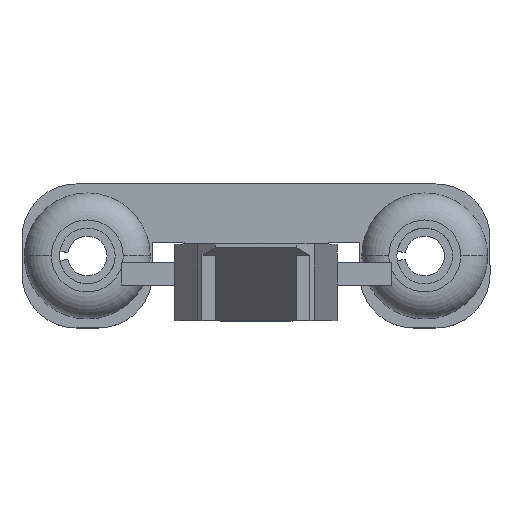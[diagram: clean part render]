
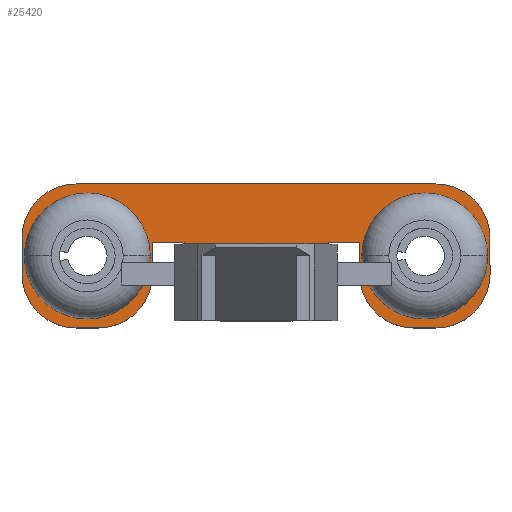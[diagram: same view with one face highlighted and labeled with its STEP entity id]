
A CAD part, top view. The second image highlights one B-rep face of the part: STEP entity #25420.
In plain terms, the highlighted face is planar.
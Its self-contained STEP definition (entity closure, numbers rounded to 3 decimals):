
#16060=CARTESIAN_POINT('',(4.845,5.154,
9.329));
#16070=VERTEX_POINT('',#16060);
#16100=CARTESIAN_POINT('',(4.797,13.153,
9.198));
#16110=DIRECTION('',(0.006,-1.,
0.016));
#16120=VECTOR('',#16110,1.);
#16130=LINE('',#16100,#16120);
#16140=CARTESIAN_POINT('',(4.749,21.152,
9.066));
#16150=VERTEX_POINT('',#16140);
#16160=EDGE_CURVE('',#16150,#16070,#16130,.T.);
#22400=CARTESIAN_POINT('',(7.096,21.152,
8.204));
#22410=DIRECTION('',(-0.939,0.,
0.345));
#22420=VECTOR('',#22410,1.);
#22430=LINE('',#22400,#22420);
#22440=CARTESIAN_POINT('',(2.637,21.152,
9.842));
#22450=VERTEX_POINT('',#22440);
#22460=EDGE_CURVE('',#16150,#22450,#22430,.T.);
#23320=CARTESIAN_POINT('',(3.955,36.149,
9.079));
#23330=VERTEX_POINT('',#23320);
#23510=CARTESIAN_POINT('',(4.006,27.651,
9.219));
#23520=VERTEX_POINT('',#23510);
#23550=CARTESIAN_POINT('',(3.98,31.9,
9.149));
#23560=DIRECTION('',(0.345,0.017,
0.939));
#23570=DIRECTION('',(-0.006,1.,
-0.016));
#23580=AXIS2_PLACEMENT_3D('',#23550,#23560,#23570);
#23590=CIRCLE('',#23580,4.25);
#23600=CARTESIAN_POINT('',(3.725,36.142,
9.164));
#23610=VERTEX_POINT('',#23600);
#23620=EDGE_CURVE('',#23610,#23520,#23590,.T.);
#23640=EDGE_CURVE('',#23330,#23610,#23590,.T.);
#23760=CARTESIAN_POINT('',(11.912,-13.363,
7.077));
#23770=DIRECTION('',(0.345,0.017,
0.939));
#23780=DIRECTION('',(-0.006,1.,
-0.016));
#23790=AXIS2_PLACEMENT_3D('',#23760,#23770,#23780);
#23800=PLANE('',#23790);
#23810=ORIENTED_EDGE('',*,*,#22460,.T.);
#23820=ORIENTED_EDGE('',*,*,#16160,.F.);
#23830=CARTESIAN_POINT('',(7.192,5.154,
8.467));
#23840=DIRECTION('',(-0.939,0.,
0.345));
#23850=VECTOR('',#23840,1.);
#23860=LINE('',#23830,#23850);
#23870=CARTESIAN_POINT('',(2.733,5.154,
10.104));
#23880=VERTEX_POINT('',#23870);
#23890=EDGE_CURVE('',#16070,#23880,#23860,.T.);
#23900=ORIENTED_EDGE('',*,*,#23890,.F.);
#23910=CARTESIAN_POINT('',(2.685,13.153,
9.973));
#23920=DIRECTION('',(-0.006,1.,
-0.016));
#23930=VECTOR('',#23920,1.);
#23940=LINE('',#23910,#23930);
#23950=CARTESIAN_POINT('',(2.754,1.655,
10.162));
#23960=VERTEX_POINT('',#23950);
#23970=EDGE_CURVE('',#23960,#23880,#23940,.T.);
#23980=ORIENTED_EDGE('',*,*,#23970,.T.);
#23990=CARTESIAN_POINT('',(7.213,1.655,
8.524));
#24000=DIRECTION('',(-0.939,0.,
0.345));
#24010=VECTOR('',#24000,1.);
#24020=LINE('',#23990,#24010);
#24030=CARTESIAN_POINT('',(6.04,1.655,
8.955));
#24040=VERTEX_POINT('',#24030);
#24050=EDGE_CURVE('',#24040,#23960,#24020,.T.);
#24060=ORIENTED_EDGE('',*,*,#24050,.T.);
#24070=CARTESIAN_POINT('',(6.076,-4.345,
9.053));
#24080=DIRECTION('',(0.345,0.017,
0.939));
#24090=DIRECTION('',(0.006,-1.,
0.016));
#24100=AXIS2_PLACEMENT_3D('',#24070,#24080,#24090);
#24110=CIRCLE('',#24100,6.);
#24120=CARTESIAN_POINT('',(11.708,-4.345,
6.984));
#24130=VERTEX_POINT('',#24120);
#24140=EDGE_CURVE('',#24130,#24040,#24110,.T.);
#24150=ORIENTED_EDGE('',*,*,#24140,.T.);
#24160=CARTESIAN_POINT('',(11.602,13.153,
6.698));
#24170=DIRECTION('',(-0.006,1.,
-0.016));
#24180=VECTOR('',#24170,1.);
#24190=LINE('',#24160,#24180);
#24200=CARTESIAN_POINT('',(11.723,-6.844,
7.025));
#24210=VERTEX_POINT('',#24200);
#24220=EDGE_CURVE('',#24210,#24130,#24190,.T.);
#24230=ORIENTED_EDGE('',*,*,#24220,.T.);
#24240=CARTESIAN_POINT('',(6.091,-6.844,
9.094));
#24250=DIRECTION('',(0.345,0.017,
0.939));
#24260=DIRECTION('',(0.006,-1.,
0.016));
#24270=AXIS2_PLACEMENT_3D('',#24240,#24250,#24260);
#24280=CIRCLE('',#24270,6.);
#24290=CARTESIAN_POINT('',(6.127,-12.843,
9.192));
#24300=VERTEX_POINT('',#24290);
#24310=EDGE_CURVE('',#24300,#24210,#24280,.T.);
#24320=ORIENTED_EDGE('',*,*,#24310,.T.);
#24330=CARTESIAN_POINT('',(7.3,-12.843,
8.761));
#24340=DIRECTION('',(0.939,0.,
-0.345));
#24350=VECTOR('',#24340,1.);
#24360=LINE('',#24330,#24350);
#24370=CARTESIAN_POINT('',(2.372,-12.843,
10.572));
#24380=VERTEX_POINT('',#24370);
#24390=EDGE_CURVE('',#24380,#24300,#24360,.T.);
#24400=ORIENTED_EDGE('',*,*,#24390,.T.);
#24410=CARTESIAN_POINT('',(2.336,-6.844,
10.473));
#24420=DIRECTION('',(0.345,0.017,
0.939));
#24430=DIRECTION('',(0.006,-1.,
0.016));
#24440=AXIS2_PLACEMENT_3D('',#24410,#24420,#24430);
#24450=CIRCLE('',#24440,6.);
#24460=CARTESIAN_POINT('',(-3.296,-6.844,
12.542));
#24470=VERTEX_POINT('',#24460);
#24480=EDGE_CURVE('',#24470,#24380,#24450,.T.);
#24490=ORIENTED_EDGE('',*,*,#24480,.T.);
#24500=CARTESIAN_POINT('',(-3.416,13.153,
12.215));
#24510=DIRECTION('',(0.006,-1.,
0.016));
#24520=VECTOR('',#24510,1.);
#24530=LINE('',#24500,#24520);
#24540=CARTESIAN_POINT('',(-3.537,33.15,
11.887));
#24550=VERTEX_POINT('',#24540);
#24560=EDGE_CURVE('',#24550,#24470,#24530,.T.);
#24570=ORIENTED_EDGE('',*,*,#24560,.T.);
#24580=CARTESIAN_POINT('',(2.095,33.15,
9.818));
#24590=DIRECTION('',(0.345,0.017,
0.939));
#24600=DIRECTION('',(0.006,-1.,
0.016));
#24610=AXIS2_PLACEMENT_3D('',#24580,#24590,#24600);
#24620=CIRCLE('',#24610,6.);
#24630=CARTESIAN_POINT('',(2.059,39.149,
9.72));
#24640=VERTEX_POINT('',#24630);
#24650=EDGE_CURVE('',#24640,#24550,#24620,.T.);
#24660=ORIENTED_EDGE('',*,*,#24650,.T.);
#24670=CARTESIAN_POINT('',(6.987,39.149,
7.91));
#24680=DIRECTION('',(-0.939,0.,
0.345));
#24690=VECTOR('',#24680,1.);
#24700=LINE('',#24670,#24690);
#24710=CARTESIAN_POINT('',(5.814,39.149,
8.341));
#24720=VERTEX_POINT('',#24710);
#24730=EDGE_CURVE('',#24720,#24640,#24700,.T.);
#24740=ORIENTED_EDGE('',*,*,#24730,.T.);
#24750=CARTESIAN_POINT('',(5.85,33.15,
8.439));
#24760=DIRECTION('',(0.345,0.017,
0.939));
#24770=DIRECTION('',(0.006,-1.,
0.016));
#24780=AXIS2_PLACEMENT_3D('',#24750,#24760,#24770);
#24790=CIRCLE('',#24780,6.);
#24800=CARTESIAN_POINT('',(11.482,33.15,
6.37));
#24810=VERTEX_POINT('',#24800);
#24820=EDGE_CURVE('',#24810,#24720,#24790,.T.);
#24830=ORIENTED_EDGE('',*,*,#24820,.T.);
#24840=CARTESIAN_POINT('',(11.602,13.153,
6.698));
#24850=DIRECTION('',(-0.006,1.,
-0.016));
#24860=VECTOR('',#24850,1.);
#24870=LINE('',#24840,#24860);
#24880=CARTESIAN_POINT('',(11.497,30.65,
6.411));
#24890=VERTEX_POINT('',#24880);
#24900=EDGE_CURVE('',#24890,#24810,#24870,.T.);
#24910=ORIENTED_EDGE('',*,*,#24900,.T.);
#24920=CARTESIAN_POINT('',(5.865,30.65,
8.48));
#24930=DIRECTION('',(0.345,0.017,
0.939));
#24940=DIRECTION('',(0.006,-1.,
0.016));
#24950=AXIS2_PLACEMENT_3D('',#24920,#24930,#24940);
#24960=CIRCLE('',#24950,6.);
#24970=CARTESIAN_POINT('',(5.901,24.651,
8.578));
#24980=VERTEX_POINT('',#24970);
#24990=EDGE_CURVE('',#24980,#24890,#24960,.T.);
#25000=ORIENTED_EDGE('',*,*,#24990,.T.);
#25010=CARTESIAN_POINT('',(7.074,24.651,
8.147));
#25020=DIRECTION('',(0.939,0.,
-0.345));
#25030=VECTOR('',#25020,1.);
#25040=LINE('',#25010,#25030);
#25050=CARTESIAN_POINT('',(2.616,24.651,
9.785));
#25060=VERTEX_POINT('',#25050);
#25070=EDGE_CURVE('',#25060,#24980,#25040,.T.);
#25080=ORIENTED_EDGE('',*,*,#25070,.T.);
#25090=CARTESIAN_POINT('',(2.685,13.153,
9.973));
#25100=DIRECTION('',(-0.006,1.,
-0.016));
#25110=VECTOR('',#25100,1.);
#25120=LINE('',#25090,#25110);
#25130=EDGE_CURVE('',#22450,#25060,#25120,.T.);
#25140=ORIENTED_EDGE('',*,*,#25130,.T.);
#25150=EDGE_LOOP('',(#25140,#25080,#25000,#24910,#24830,#24740,#24660,
#24570,#24490,#24400,#24320,#24230,#24150,#24060,#23980,#23900,#23820,
#23810));
#25160=FACE_OUTER_BOUND('',#25150,.T.);
#25170=CARTESIAN_POINT('',(4.206,-5.594,
9.763));
#25180=DIRECTION('',(0.345,0.017,
0.939));
#25190=DIRECTION('',(-0.006,1.,
-0.016));
#25200=AXIS2_PLACEMENT_3D('',#25170,#25180,#25190);
#25210=CIRCLE('',#25200,4.25);
#25220=CARTESIAN_POINT('',(3.951,-1.352,
9.778));
#25230=VERTEX_POINT('',#25220);
#25240=CARTESIAN_POINT('',(4.231,-9.844,
9.833));
#25250=VERTEX_POINT('',#25240);
#25260=EDGE_CURVE('',#25230,#25250,#25210,.T.);
#25270=ORIENTED_EDGE('',*,*,#25260,.F.);
#25280=CARTESIAN_POINT('',(4.18,-1.345,
9.694));
#25290=VERTEX_POINT('',#25280);
#25300=EDGE_CURVE('',#25250,#25290,#25210,.T.);
#25310=ORIENTED_EDGE('',*,*,#25300,.F.);
#25320=EDGE_CURVE('',#25290,#25230,#25210,.T.);
#25330=ORIENTED_EDGE('',*,*,#25320,.F.);
#25340=EDGE_LOOP('',(#25330,#25310,#25270));
#25350=FACE_BOUND('',#25340,.T.);
#25360=ORIENTED_EDGE('',*,*,#23620,.F.);
#25370=EDGE_CURVE('',#23520,#23330,#23590,.T.);
#25380=ORIENTED_EDGE('',*,*,#25370,.F.);
#25390=ORIENTED_EDGE('',*,*,#23640,.F.);
#25400=EDGE_LOOP('',(#25390,#25380,#25360));
#25410=FACE_BOUND('',#25400,.T.);
#25420=ADVANCED_FACE('',(#25160,#25350,#25410),#23800,.T.);
